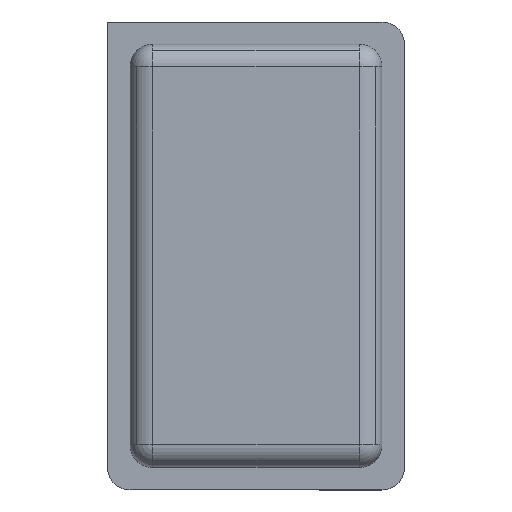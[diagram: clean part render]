
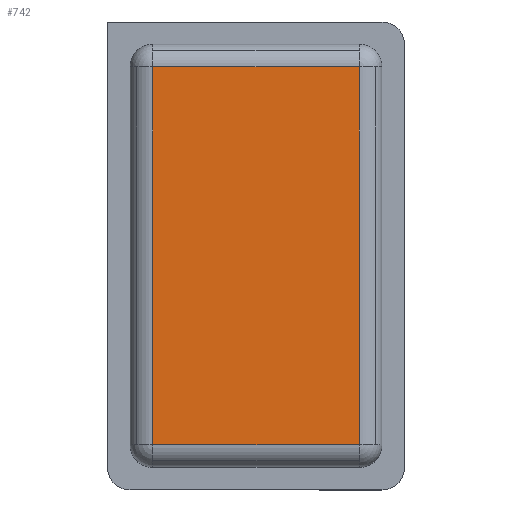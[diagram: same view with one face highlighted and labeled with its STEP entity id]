
A CAD part, top view. The second image highlights one B-rep face of the part: STEP entity #742.
In plain terms, the highlighted planar face has unit normal (0, 0, 1).
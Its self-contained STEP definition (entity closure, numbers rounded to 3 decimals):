
#122=CARTESIAN_POINT('',(-4.6,8.4,5.98));
#123=VERTEX_POINT('',#122);
#131=CARTESIAN_POINT('',(4.6,8.4,5.98));
#132=VERTEX_POINT('',#131);
#133=CARTESIAN_POINT('',(-4.6,8.4,5.98));
#134=DIRECTION('',(1.0,0.0,0.0));
#135=VECTOR('',#134,9.2);
#136=LINE('',#133,#135);
#137=EDGE_CURVE('',#123,#132,#136,.T.);
#213=CARTESIAN_POINT('',(4.6,-8.4,5.98));
#214=VERTEX_POINT('',#213);
#215=CARTESIAN_POINT('',(4.6,8.4,5.98));
#216=DIRECTION('',(0.0,-1.0,0.0));
#217=VECTOR('',#216,16.8);
#218=LINE('',#215,#217);
#219=EDGE_CURVE('',#132,#214,#218,.T.);
#288=CARTESIAN_POINT('',(-4.6,-8.4,5.98));
#289=VERTEX_POINT('',#288);
#297=CARTESIAN_POINT('',(-4.6,-8.4,5.98));
#298=DIRECTION('',(0.0,1.0,0.0));
#299=VECTOR('',#298,16.8);
#300=LINE('',#297,#299);
#301=EDGE_CURVE('',#289,#123,#300,.T.);
#335=CARTESIAN_POINT('',(4.6,-8.4,5.98));
#336=DIRECTION('',(-1.0,0.0,0.0));
#337=VECTOR('',#336,9.2);
#338=LINE('',#335,#337);
#339=EDGE_CURVE('',#214,#289,#338,.T.);
#731=CARTESIAN_POINT('',(0.,0.,5.98));
#732=DIRECTION('',(0.0,0.0,1.0));
#733=DIRECTION('',(0.0,-1.0,0.0));
#734=AXIS2_PLACEMENT_3D('',#731,#732,#733);
#735=PLANE('',#734);
#736=ORIENTED_EDGE('',*,*,#339,.F.);
#737=ORIENTED_EDGE('',*,*,#219,.F.);
#738=ORIENTED_EDGE('',*,*,#137,.F.);
#739=ORIENTED_EDGE('',*,*,#301,.F.);
#740=EDGE_LOOP('',(#736,#737,#738,#739));
#741=FACE_OUTER_BOUND('',#740,.T.);
#742=ADVANCED_FACE('',(#741),#735,.T.);
